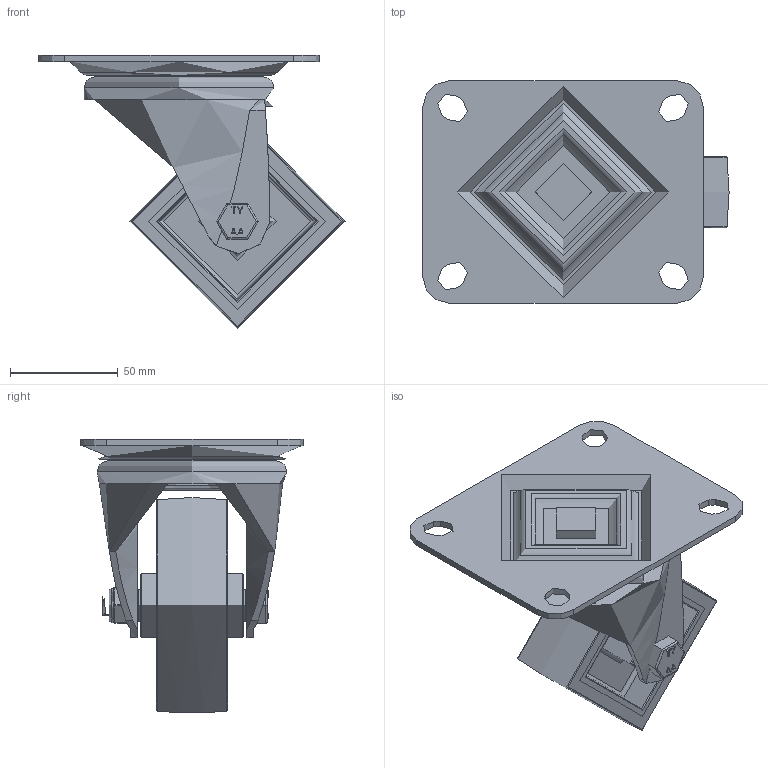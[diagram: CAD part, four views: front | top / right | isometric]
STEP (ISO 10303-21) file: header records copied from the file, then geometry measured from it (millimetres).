
FILE_DESCRIPTION(/* description */ (''),/* implementation_level */ '2;1');
FILE_NAME(/* name */ 'BZH100NPLP.step',/* time_stamp */ '2024-05-09T11:40:49+01:00',/* author */ (''),/* organization */ (''),/* preprocessor_version */ 'ST-DEVELOPER v20',/* originating_system */ 'Autodesk Translation Framework v12.20.1.177',/* authorisation */ '');
FILE_SCHEMA (('AUTOMOTIVE_DESIGN { 1 0 10303 214 3 1 1 }'));
Length unit declared in the file: millimetre
Products named in the file (15): BZH100NPLP; BZH100ASLP v1; ZINC PLATED PRESSED STEEL FORK; ZINC PLATED PRESSED STEEL TOP PLATE; BZH100WNP61 v1; POLYURETHANE TYRE; NYLON RIM; TUBEM15X50 v1; ZINC PLATED AXLE TUBE; NYLOCM10Z v1; NYLOC NUT; RUBBER; NUT; HEXBOLTM10X70Z8.8 v2; GRADE 8.8 THREADED ZINC PLATED BOLT
Assembly tree (14 placements, depth 4):
  BZH100NPLP
    BZH100ASLP v1
      ZINC PLATED PRESSED STEEL FORK
      ZINC PLATED PRESSED STEEL TOP PLATE
    BZH100WNP61 v1
      POLYURETHANE TYRE
      NYLON RIM
    TUBEM15X50 v1
      ZINC PLATED AXLE TUBE
    NYLOCM10Z v1
      NYLOC NUT
        RUBBER
        NUT
    HEXBOLTM10X70Z8.8 v2
      GRADE 8.8 THREADED ZINC PLATED BOLT
Bounding box: 142 x 103 x 127.03 mm (x, y, z)
Volume: 268572.9 mm3; surface area: 124263 mm2
Topology: 8 solids, 8 shells, 314 faces, 732 edges, 460 vertices
Faces by surface type: plane 115, cylinder 109, bspline 47, torus 25, sphere 12, cone 6
Full cylindrical faces by diameter (mm): 8.141 x18, 9.85 x19, 10 x3, 10.5 x3, 12 x2, 15 x1, 15.4 x1, 16 x2, 26 x1, 28 x1, 30 x3, 36 x1, 82 x3, 88 x1
Entity records: 14838 total; most frequent: CARTESIAN_POINT 7510, ORIENTED_EDGE 1464, DIRECTION 1393, EDGE_CURVE 732, AXIS2_PLACEMENT_3D 537, VERTEX_POINT 460, EDGE_LOOP 364, LINE 319
